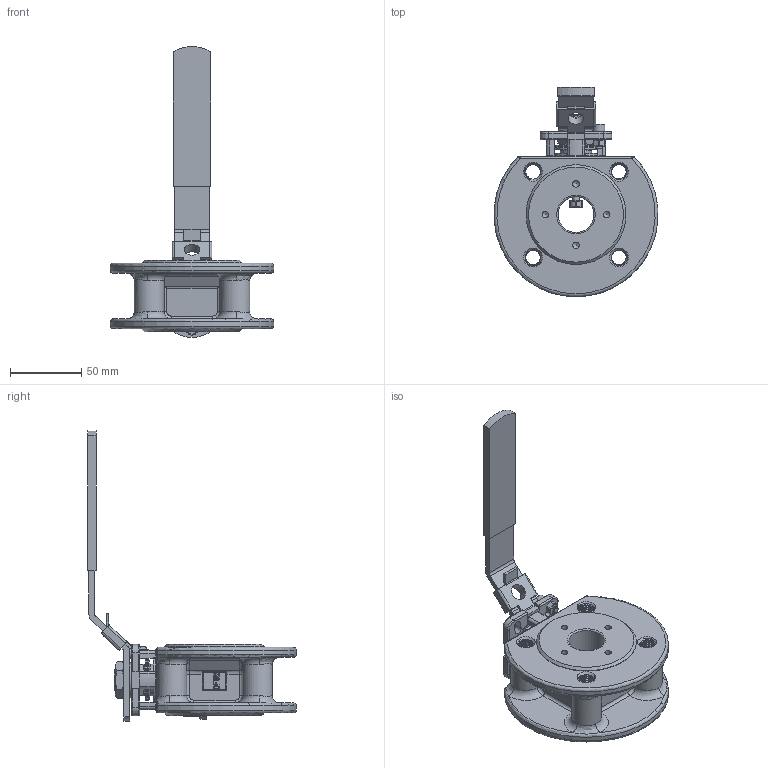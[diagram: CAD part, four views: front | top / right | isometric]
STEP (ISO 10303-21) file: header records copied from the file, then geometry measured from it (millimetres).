
FILE_DESCRIPTION( ( 'Unknown' ), '1' );
FILE_NAME( '8.440.025.stp', 'Unknown', ( 'Unknown' ), ( 'Unknown' ), 'PSStep 13.0', 'Unknown', ' ' );
FILE_SCHEMA( ( 'AUTOMOTIVE_DESIGN { 1 0 10303 214 1 1 1 1 }' ) );
Length unit declared in the file: millimetre
Products named in the file (4): Assem1; KV-L7N DN25; DIN912_M5x12; DIN934_M5
Bounding box: 114.81 x 146.48 x 203.92 mm (x, y, z)
Volume: 622741.8 mm3; surface area: 155774.6 mm2
Topology: 6 solids, 6 shells, 1470 faces, 4610 edges, 3138 vertices
Faces by surface type: plane 622, cylinder 368, bspline 140, extrusion 130, torus 92, cone 86, sphere 32
Full cylindrical faces by diameter (mm): 4.134 x2, 4.5 x8, 5 x2, 8.5 x2, 11 x2, 22 x2, 24 x2, 25 x2, 29 x4, 33 x2, 70 x2
Entity records: 77372 total; most frequent: CARTESIAN_POINT 53070, ORIENTED_EDGE 4436, DIRECTION 3097, EDGE_CURVE 2218, VERTEX_POINT 1558, VECTOR 1071, AXIS2_PLACEMENT_3D 1013, LINE 1006
